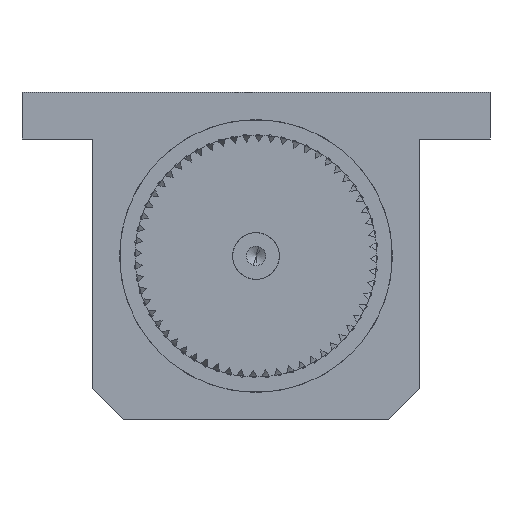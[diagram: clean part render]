
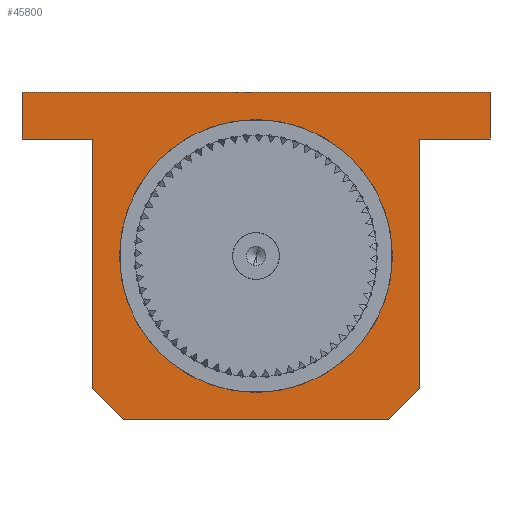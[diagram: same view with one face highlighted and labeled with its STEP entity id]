
A CAD part, front view. The second image highlights one B-rep face of the part: STEP entity #45800.
In plain terms, the highlighted planar face has unit normal (0, -1, 0).
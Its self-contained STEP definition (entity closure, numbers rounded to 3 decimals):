
#34 = DIRECTION ( 'NONE',  ( 0., 1., 0. ) ) ;
#378 = ORIENTED_EDGE ( 'NONE', *, *, #36952, .T. ) ;
#1013 = AXIS2_PLACEMENT_3D ( 'NONE', #20409, #6121, #24573 ) ;
#1354 = ORIENTED_EDGE ( 'NONE', *, *, #34922, .T. ) ;
#1656 = VECTOR ( 'NONE', #12009, 1000. ) ;
#2439 = EDGE_CURVE ( 'NONE', #21215, #25124, #20710, .T. ) ;
#2788 = EDGE_CURVE ( 'NONE', #27785, #45035, #45281, .T. ) ;
#2801 = ORIENTED_EDGE ( 'NONE', *, *, #6754, .T. ) ;
#3046 = CARTESIAN_POINT ( 'NONE',  ( -21., 0., -17. ) ) ;
#3927 = VECTOR ( 'NONE', #15059, 1000. ) ;
#4458 = CARTESIAN_POINT ( 'NONE',  ( 0., 0., -21. ) ) ;
#5001 = DIRECTION ( 'NONE',  ( 1., 0., 0. ) ) ;
#5394 = FACE_BOUND ( 'NONE', #32101, .T. ) ;
#5456 = DIRECTION ( 'NONE',  ( 0., 0., 1. ) ) ;
#5469 = VECTOR ( 'NONE', #5456, 1000. ) ;
#6121 = DIRECTION ( 'NONE',  ( 0., 1., 0. ) ) ;
#6754 = EDGE_CURVE ( 'NONE', #42939, #47083, #8524, .T. ) ;
#7184 = DIRECTION ( 'NONE',  ( 0., 1., 0. ) ) ;
#8524 = LINE ( 'NONE', #16155, #29391 ) ;
#8868 = VECTOR ( 'NONE', #30898, 1000. ) ;
#9016 = ORIENTED_EDGE ( 'NONE', *, *, #29126, .T. ) ;
#9186 = LINE ( 'NONE', #42127, #28375 ) ;
#9270 = CARTESIAN_POINT ( 'NONE',  ( 21., 0., 0. ) ) ;
#11300 = CARTESIAN_POINT ( 'NONE',  ( 21., 0., -17. ) ) ;
#12008 = ORIENTED_EDGE ( 'NONE', *, *, #27164, .F. ) ;
#12009 = DIRECTION ( 'NONE',  ( 0.707, 0., -0.707 ) ) ;
#12012 = CIRCLE ( 'NONE', #40279, 17.5 ) ;
#12040 = DIRECTION ( 'NONE',  ( 0., 0., 1. ) ) ;
#12243 = ORIENTED_EDGE ( 'NONE', *, *, #43290, .T. ) ;
#12793 = VERTEX_POINT ( 'NONE', #41713 ) ;
#12854 = VERTEX_POINT ( 'NONE', #33862 ) ;
#14270 = EDGE_CURVE ( 'NONE', #21215, #27785, #9186, .T. ) ;
#14459 = DIRECTION ( 'NONE',  ( 0.707, 0., 0.707 ) ) ;
#14922 = VERTEX_POINT ( 'NONE', #11300 ) ;
#15033 = DIRECTION ( 'NONE',  ( 0., 0., 1. ) ) ;
#15059 = DIRECTION ( 'NONE',  ( 0., 0., -1. ) ) ;
#16155 = CARTESIAN_POINT ( 'NONE',  ( 21., 0., 15. ) ) ;
#16461 = ORIENTED_EDGE ( 'NONE', *, *, #2439, .F. ) ;
#16463 = PLANE ( 'NONE',  #1013 ) ;
#16556 = VECTOR ( 'NONE', #33204, 1000. ) ;
#16854 = CIRCLE ( 'NONE', #44319, 17.5 ) ;
#17739 = CARTESIAN_POINT ( 'NONE',  ( 30., 0., 15. ) ) ;
#19541 = EDGE_LOOP ( 'NONE', ( #21925, #1354, #12243, #46904, #12008, #2801, #37026, #24710, #16461, #46469 ) ) ;
#20409 = CARTESIAN_POINT ( 'NONE',  ( 0., 0., 0. ) ) ;
#20495 = CARTESIAN_POINT ( 'NONE',  ( 21., 0., 15. ) ) ;
#20710 = LINE ( 'NONE', #42820, #5469 ) ;
#21211 = CARTESIAN_POINT ( 'NONE',  ( 30., 0., 21. ) ) ;
#21215 = VERTEX_POINT ( 'NONE', #48418 ) ;
#21925 = ORIENTED_EDGE ( 'NONE', *, *, #2788, .T. ) ;
#22100 = LINE ( 'NONE', #37813, #1656 ) ;
#23463 = CARTESIAN_POINT ( 'NONE',  ( 17., 0., -21. ) ) ;
#23575 = EDGE_CURVE ( 'NONE', #25124, #41682, #32534, .T. ) ;
#24049 = EDGE_CURVE ( 'NONE', #47083, #41682, #39851, .T. ) ;
#24573 = DIRECTION ( 'NONE',  ( 0., 0., 1. ) ) ;
#24710 = ORIENTED_EDGE ( 'NONE', *, *, #23575, .F. ) ;
#25124 = VERTEX_POINT ( 'NONE', #29799 ) ;
#26335 = DIRECTION ( 'NONE',  ( 1., 0., 0. ) ) ;
#27164 = EDGE_CURVE ( 'NONE', #42939, #14922, #42696, .T. ) ;
#27209 = DIRECTION ( 'NONE',  ( 1., 0., 0. ) ) ;
#27580 = CARTESIAN_POINT ( 'NONE',  ( 0., 0., 17.5 ) ) ;
#27785 = VERTEX_POINT ( 'NONE', #29039 ) ;
#28375 = VECTOR ( 'NONE', #5001, 1000. ) ;
#29039 = CARTESIAN_POINT ( 'NONE',  ( -21., 0., 15. ) ) ;
#29126 = EDGE_CURVE ( 'NONE', #48308, #12793, #16854, .T. ) ;
#29391 = VECTOR ( 'NONE', #27209, 1000. ) ;
#29799 = CARTESIAN_POINT ( 'NONE',  ( -30., 0., 21. ) ) ;
#30898 = DIRECTION ( 'NONE',  ( 0., 0., -1. ) ) ;
#31460 = CARTESIAN_POINT ( 'NONE',  ( 30., 0., 15. ) ) ;
#32101 = EDGE_LOOP ( 'NONE', ( #378, #9016 ) ) ;
#32534 = LINE ( 'NONE', #36949, #41729 ) ;
#33204 = DIRECTION ( 'NONE',  ( 0., 0., 1. ) ) ;
#33712 = CARTESIAN_POINT ( 'NONE',  ( 0., 0., 0. ) ) ;
#33862 = CARTESIAN_POINT ( 'NONE',  ( 17., 0., -21. ) ) ;
#34891 = CARTESIAN_POINT ( 'NONE',  ( -21., 0., 0. ) ) ;
#34922 = EDGE_CURVE ( 'NONE', #45035, #46894, #22100, .T. ) ;
#35150 = FACE_OUTER_BOUND ( 'NONE', #19541, .T. ) ;
#36949 = CARTESIAN_POINT ( 'NONE',  ( 0., 0., 21. ) ) ;
#36952 = EDGE_CURVE ( 'NONE', #12793, #48308, #12012, .T. ) ;
#37026 = ORIENTED_EDGE ( 'NONE', *, *, #24049, .T. ) ;
#37813 = CARTESIAN_POINT ( 'NONE',  ( -21., 0., -17. ) ) ;
#38612 = LINE ( 'NONE', #4458, #46345 ) ;
#39851 = LINE ( 'NONE', #17739, #16556 ) ;
#40279 = AXIS2_PLACEMENT_3D ( 'NONE', #33712, #34, #15033 ) ;
#40876 = CARTESIAN_POINT ( 'NONE',  ( 0., 0., 0. ) ) ;
#40998 = LINE ( 'NONE', #23463, #44141 ) ;
#41682 = VERTEX_POINT ( 'NONE', #21211 ) ;
#41713 = CARTESIAN_POINT ( 'NONE',  ( 0., 0., -17.5 ) ) ;
#41729 = VECTOR ( 'NONE', #44574, 1000. ) ;
#42127 = CARTESIAN_POINT ( 'NONE',  ( -30., 0., 15. ) ) ;
#42696 = LINE ( 'NONE', #9270, #8868 ) ;
#42820 = CARTESIAN_POINT ( 'NONE',  ( -30., 0., 15. ) ) ;
#42939 = VERTEX_POINT ( 'NONE', #20495 ) ;
#43138 = CARTESIAN_POINT ( 'NONE',  ( -17., 0., -21. ) ) ;
#43290 = EDGE_CURVE ( 'NONE', #46894, #12854, #38612, .T. ) ;
#44141 = VECTOR ( 'NONE', #14459, 1000. ) ;
#44319 = AXIS2_PLACEMENT_3D ( 'NONE', #40876, #7184, #12040 ) ;
#44574 = DIRECTION ( 'NONE',  ( 1., 0., 0. ) ) ;
#44799 = EDGE_CURVE ( 'NONE', #12854, #14922, #40998, .T. ) ;
#45035 = VERTEX_POINT ( 'NONE', #3046 ) ;
#45281 = LINE ( 'NONE', #34891, #3927 ) ;
#45800 = ADVANCED_FACE ( 'NONE', ( #35150, #5394 ), #16463, .F. ) ;
#46345 = VECTOR ( 'NONE', #26335, 1000. ) ;
#46469 = ORIENTED_EDGE ( 'NONE', *, *, #14270, .T. ) ;
#46894 = VERTEX_POINT ( 'NONE', #43138 ) ;
#46904 = ORIENTED_EDGE ( 'NONE', *, *, #44799, .T. ) ;
#47083 = VERTEX_POINT ( 'NONE', #31460 ) ;
#48308 = VERTEX_POINT ( 'NONE', #27580 ) ;
#48418 = CARTESIAN_POINT ( 'NONE',  ( -30., 0., 15. ) ) ;
